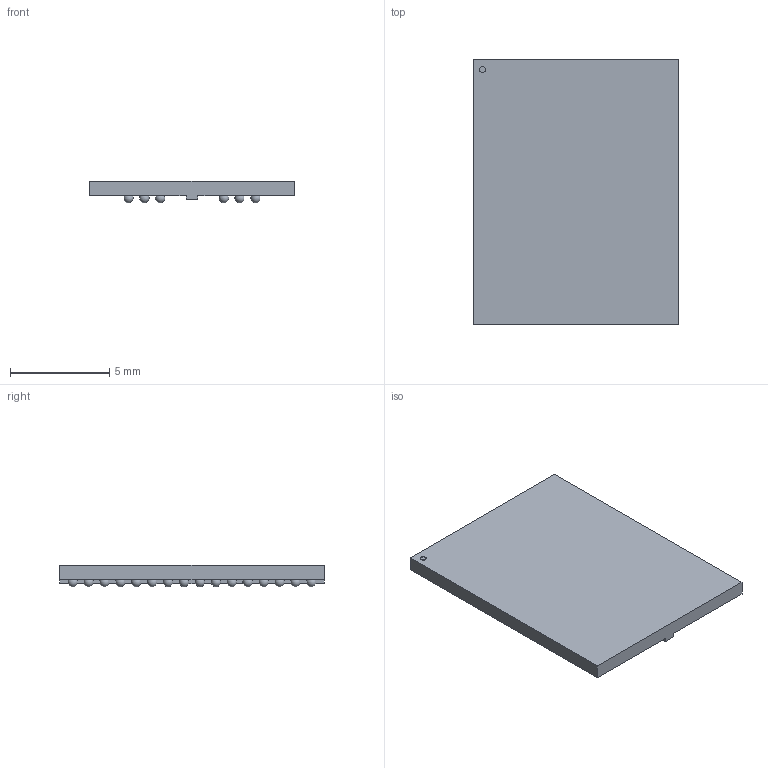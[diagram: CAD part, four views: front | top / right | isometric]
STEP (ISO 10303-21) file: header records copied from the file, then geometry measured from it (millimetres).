
FILE_DESCRIPTION(/* description */ ('Unknown'),/* implementation_level */ '2;1');
FILE_NAME(/* name */ 'K4AAG165WA-BCWE',/* time_stamp */ '2023-08-03T10:47:49+02:00',/* author */ ('Unknown'),/* organization */ ('Unknown'),/* preprocessor_version */ 'ST-DEVELOPER v18.102',/* originating_system */ 'Solid Edge',/* authorisation */ 'Unknown');
FILE_SCHEMA (('AUTOMOTIVE_DESIGN {1 0 10303 214 3 1 1}'));
Length unit declared in the file: millimetre
Products named in the file (1): K4AAG165WA-BCWE
Bounding box: 10.3 x 13.3 x 1.1 mm (x, y, z)
Volume: 106.4 mm3; surface area: 355.3 mm2
Topology: 1 solids, 1 shells, 112 faces, 421 edges, 313 vertices
Faces by surface type: sphere 96, plane 15, cylinder 1
Full cylindrical faces by diameter (mm): 0.3 x1
Entity records: 3165 total; most frequent: DIRECTION 455, CARTESIAN_POINT 364, ORIENTED_EDGE 262, EDGE_LOOP 211, FACE_BOUND 211, AXIS2_PLACEMENT_3D 211, EDGE_CURVE 131, VERTEX_POINT 120
